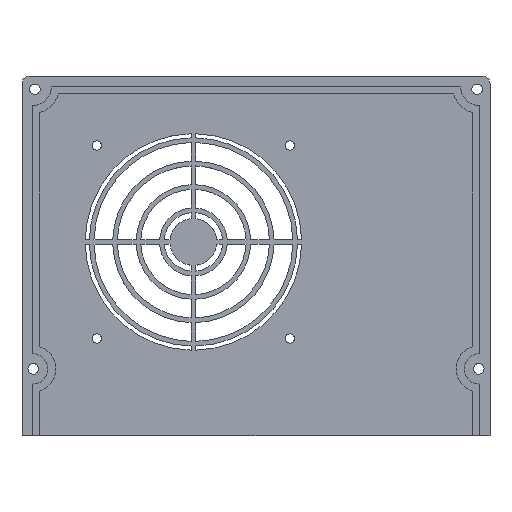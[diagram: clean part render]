
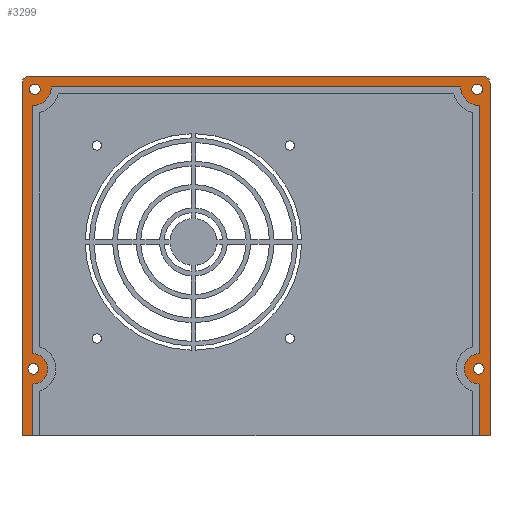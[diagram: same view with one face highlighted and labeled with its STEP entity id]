
A CAD part, top view. The second image highlights one B-rep face of the part: STEP entity #3299.
In plain terms, the highlighted planar face has unit normal (0, 0, 1).
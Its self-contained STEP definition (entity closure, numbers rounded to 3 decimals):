
#890 = VERTEX_POINT('',#891);
#891 = CARTESIAN_POINT('',(0.,0.,3.));
#915 = VERTEX_POINT('',#916);
#916 = CARTESIAN_POINT('',(200.,0.,3.));
#922 = EDGE_CURVE('',#923,#915,#925,.T.);
#923 = VERTEX_POINT('',#924);
#924 = CARTESIAN_POINT('',(195.5,0.,3.));
#925 = LINE('',#926,#927);
#926 = CARTESIAN_POINT('',(0.,0.,3.));
#927 = VECTOR('',#928,1.);
#928 = DIRECTION('',(1.,0.,0.));
#979 = VERTEX_POINT('',#980);
#980 = CARTESIAN_POINT('',(4.5,0.,3.));
#986 = EDGE_CURVE('',#890,#979,#987,.T.);
#987 = LINE('',#988,#989);
#988 = CARTESIAN_POINT('',(0.,0.,3.));
#989 = VECTOR('',#990,1.);
#990 = DIRECTION('',(1.,0.,0.));
#3280 = VERTEX_POINT('',#3281);
#3281 = CARTESIAN_POINT('',(0.,150.5,3.));
#3287 = EDGE_CURVE('',#3280,#890,#3288,.T.);
#3288 = LINE('',#3289,#3290);
#3289 = CARTESIAN_POINT('',(0.,153.5,3.));
#3290 = VECTOR('',#3291,1.);
#3291 = DIRECTION('',(0.,-1.,0.));
#3299 = ADVANCED_FACE('',(#3300,#3411,#3422,#3433,#3444),#3455,.T.);
#3300 = FACE_BOUND('',#3301,.T.);
#3301 = EDGE_LOOP('',(#3302,#3303,#3304,#3312,#3321,#3329,#3338,#3346,
    #3355,#3363,#3372,#3378,#3379,#3387,#3396,#3404));
#3302 = ORIENTED_EDGE('',*,*,#3287,.T.);
#3303 = ORIENTED_EDGE('',*,*,#986,.T.);
#3304 = ORIENTED_EDGE('',*,*,#3305,.F.);
#3305 = EDGE_CURVE('',#3306,#979,#3308,.T.);
#3306 = VERTEX_POINT('',#3307);
#3307 = CARTESIAN_POINT('',(4.5,22.,3.));
#3308 = LINE('',#3309,#3310);
#3309 = CARTESIAN_POINT('',(4.5,22.,3.));
#3310 = VECTOR('',#3311,1.);
#3311 = DIRECTION('',(0.,-1.,0.));
#3312 = ORIENTED_EDGE('',*,*,#3313,.T.);
#3313 = EDGE_CURVE('',#3306,#3314,#3316,.T.);
#3314 = VERTEX_POINT('',#3315);
#3315 = CARTESIAN_POINT('',(4.5,35.,3.));
#3316 = CIRCLE('',#3317,6.5);
#3317 = AXIS2_PLACEMENT_3D('',#3318,#3319,#3320);
#3318 = CARTESIAN_POINT('',(4.5,28.5,3.));
#3319 = DIRECTION('',(0.,0.,1.));
#3320 = DIRECTION('',(1.,0.,0.));
#3321 = ORIENTED_EDGE('',*,*,#3322,.F.);
#3322 = EDGE_CURVE('',#3323,#3314,#3325,.T.);
#3323 = VERTEX_POINT('',#3324);
#3324 = CARTESIAN_POINT('',(4.5,141.,3.));
#3325 = LINE('',#3326,#3327);
#3326 = CARTESIAN_POINT('',(4.5,141.,3.));
#3327 = VECTOR('',#3328,1.);
#3328 = DIRECTION('',(0.,-1.,0.));
#3329 = ORIENTED_EDGE('',*,*,#3330,.T.);
#3330 = EDGE_CURVE('',#3323,#3331,#3333,.T.);
#3331 = VERTEX_POINT('',#3332);
#3332 = CARTESIAN_POINT('',(12.5,149.,3.));
#3333 = CIRCLE('',#3334,8.);
#3334 = AXIS2_PLACEMENT_3D('',#3335,#3336,#3337);
#3335 = CARTESIAN_POINT('',(4.5,149.,3.));
#3336 = DIRECTION('',(0.,0.,1.));
#3337 = DIRECTION('',(1.,0.,0.));
#3338 = ORIENTED_EDGE('',*,*,#3339,.T.);
#3339 = EDGE_CURVE('',#3331,#3340,#3342,.T.);
#3340 = VERTEX_POINT('',#3341);
#3341 = CARTESIAN_POINT('',(187.5,149.,3.));
#3342 = LINE('',#3343,#3344);
#3343 = CARTESIAN_POINT('',(12.5,149.,3.));
#3344 = VECTOR('',#3345,1.);
#3345 = DIRECTION('',(1.,0.,0.));
#3346 = ORIENTED_EDGE('',*,*,#3347,.T.);
#3347 = EDGE_CURVE('',#3340,#3348,#3350,.T.);
#3348 = VERTEX_POINT('',#3349);
#3349 = CARTESIAN_POINT('',(195.5,141.,3.));
#3350 = CIRCLE('',#3351,8.);
#3351 = AXIS2_PLACEMENT_3D('',#3352,#3353,#3354);
#3352 = CARTESIAN_POINT('',(195.5,149.,3.));
#3353 = DIRECTION('',(0.,0.,1.));
#3354 = DIRECTION('',(1.,0.,0.));
#3355 = ORIENTED_EDGE('',*,*,#3356,.F.);
#3356 = EDGE_CURVE('',#3357,#3348,#3359,.T.);
#3357 = VERTEX_POINT('',#3358);
#3358 = CARTESIAN_POINT('',(195.5,35.,3.));
#3359 = LINE('',#3360,#3361);
#3360 = CARTESIAN_POINT('',(195.5,35.,3.));
#3361 = VECTOR('',#3362,1.);
#3362 = DIRECTION('',(0.,1.,0.));
#3363 = ORIENTED_EDGE('',*,*,#3364,.T.);
#3364 = EDGE_CURVE('',#3357,#3365,#3367,.T.);
#3365 = VERTEX_POINT('',#3366);
#3366 = CARTESIAN_POINT('',(195.5,22.,3.));
#3367 = CIRCLE('',#3368,6.5);
#3368 = AXIS2_PLACEMENT_3D('',#3369,#3370,#3371);
#3369 = CARTESIAN_POINT('',(195.5,28.5,3.));
#3370 = DIRECTION('',(0.,0.,1.));
#3371 = DIRECTION('',(1.,0.,0.));
#3372 = ORIENTED_EDGE('',*,*,#3373,.F.);
#3373 = EDGE_CURVE('',#923,#3365,#3374,.T.);
#3374 = LINE('',#3375,#3376);
#3375 = CARTESIAN_POINT('',(195.5,0.,3.));
#3376 = VECTOR('',#3377,1.);
#3377 = DIRECTION('',(0.,1.,0.));
#3378 = ORIENTED_EDGE('',*,*,#922,.T.);
#3379 = ORIENTED_EDGE('',*,*,#3380,.T.);
#3380 = EDGE_CURVE('',#915,#3381,#3383,.T.);
#3381 = VERTEX_POINT('',#3382);
#3382 = CARTESIAN_POINT('',(200.,150.5,3.));
#3383 = LINE('',#3384,#3385);
#3384 = CARTESIAN_POINT('',(200.,0.,3.));
#3385 = VECTOR('',#3386,1.);
#3386 = DIRECTION('',(0.,1.,0.));
#3387 = ORIENTED_EDGE('',*,*,#3388,.T.);
#3388 = EDGE_CURVE('',#3381,#3389,#3391,.T.);
#3389 = VERTEX_POINT('',#3390);
#3390 = CARTESIAN_POINT('',(197.,153.5,3.));
#3391 = CIRCLE('',#3392,3.);
#3392 = AXIS2_PLACEMENT_3D('',#3393,#3394,#3395);
#3393 = CARTESIAN_POINT('',(197.,150.5,3.));
#3394 = DIRECTION('',(-0.,0.,1.));
#3395 = DIRECTION('',(0.,-1.,0.));
#3396 = ORIENTED_EDGE('',*,*,#3397,.T.);
#3397 = EDGE_CURVE('',#3389,#3398,#3400,.T.);
#3398 = VERTEX_POINT('',#3399);
#3399 = CARTESIAN_POINT('',(3.,153.5,3.));
#3400 = LINE('',#3401,#3402);
#3401 = CARTESIAN_POINT('',(200.,153.5,3.));
#3402 = VECTOR('',#3403,1.);
#3403 = DIRECTION('',(-1.,0.,0.));
#3404 = ORIENTED_EDGE('',*,*,#3405,.F.);
#3405 = EDGE_CURVE('',#3280,#3398,#3406,.T.);
#3406 = CIRCLE('',#3407,3.);
#3407 = AXIS2_PLACEMENT_3D('',#3408,#3409,#3410);
#3408 = CARTESIAN_POINT('',(3.,150.5,3.));
#3409 = DIRECTION('',(-0.,-0.,-1.));
#3410 = DIRECTION('',(0.,-1.,0.));
#3411 = FACE_BOUND('',#3412,.T.);
#3412 = EDGE_LOOP('',(#3413));
#3413 = ORIENTED_EDGE('',*,*,#3414,.F.);
#3414 = EDGE_CURVE('',#3415,#3415,#3417,.T.);
#3415 = VERTEX_POINT('',#3416);
#3416 = CARTESIAN_POINT('',(7.05,28.5,3.));
#3417 = CIRCLE('',#3418,2.25);
#3418 = AXIS2_PLACEMENT_3D('',#3419,#3420,#3421);
#3419 = CARTESIAN_POINT('',(4.8,28.5,3.));
#3420 = DIRECTION('',(0.,0.,1.));
#3421 = DIRECTION('',(1.,0.,0.));
#3422 = FACE_BOUND('',#3423,.T.);
#3423 = EDGE_LOOP('',(#3424));
#3424 = ORIENTED_EDGE('',*,*,#3425,.F.);
#3425 = EDGE_CURVE('',#3426,#3426,#3428,.T.);
#3426 = VERTEX_POINT('',#3427);
#3427 = CARTESIAN_POINT('',(197.45,28.5,3.));
#3428 = CIRCLE('',#3429,2.25);
#3429 = AXIS2_PLACEMENT_3D('',#3430,#3431,#3432);
#3430 = CARTESIAN_POINT('',(195.2,28.5,3.));
#3431 = DIRECTION('',(0.,0.,1.));
#3432 = DIRECTION('',(1.,0.,0.));
#3433 = FACE_BOUND('',#3434,.T.);
#3434 = EDGE_LOOP('',(#3435));
#3435 = ORIENTED_EDGE('',*,*,#3436,.F.);
#3436 = EDGE_CURVE('',#3437,#3437,#3439,.T.);
#3437 = VERTEX_POINT('',#3438);
#3438 = CARTESIAN_POINT('',(7.75,148.,3.));
#3439 = CIRCLE('',#3440,2.25);
#3440 = AXIS2_PLACEMENT_3D('',#3441,#3442,#3443);
#3441 = CARTESIAN_POINT('',(5.5,148.,3.));
#3442 = DIRECTION('',(0.,0.,1.));
#3443 = DIRECTION('',(1.,0.,0.));
#3444 = FACE_BOUND('',#3445,.T.);
#3445 = EDGE_LOOP('',(#3446));
#3446 = ORIENTED_EDGE('',*,*,#3447,.F.);
#3447 = EDGE_CURVE('',#3448,#3448,#3450,.T.);
#3448 = VERTEX_POINT('',#3449);
#3449 = CARTESIAN_POINT('',(196.75,148.,3.));
#3450 = CIRCLE('',#3451,2.25);
#3451 = AXIS2_PLACEMENT_3D('',#3452,#3453,#3454);
#3452 = CARTESIAN_POINT('',(194.5,148.,3.));
#3453 = DIRECTION('',(0.,0.,1.));
#3454 = DIRECTION('',(1.,0.,0.));
#3455 = PLANE('',#3456);
#3456 = AXIS2_PLACEMENT_3D('',#3457,#3458,#3459);
#3457 = CARTESIAN_POINT('',(100.,76.75,3.));
#3458 = DIRECTION('',(0.,0.,1.));
#3459 = DIRECTION('',(1.,0.,0.));
